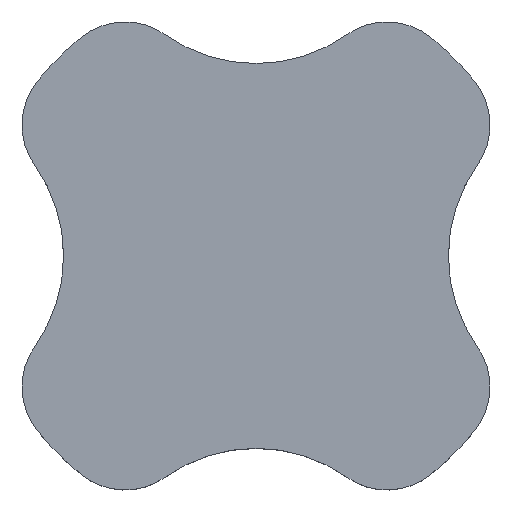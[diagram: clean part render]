
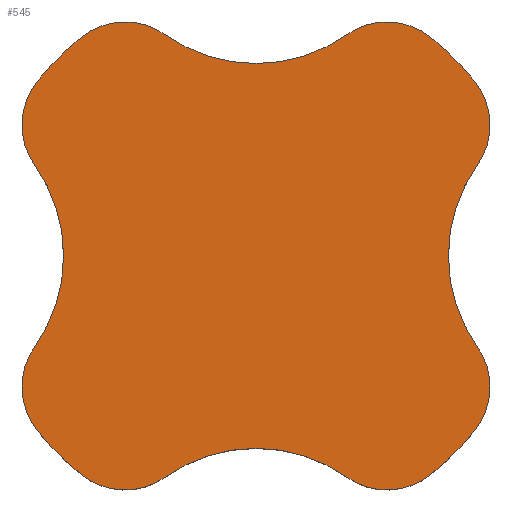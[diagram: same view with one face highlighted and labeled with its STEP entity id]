
A CAD part, top view. The second image highlights one B-rep face of the part: STEP entity #545.
In plain terms, the highlighted planar face has unit normal (0, 0, 1).
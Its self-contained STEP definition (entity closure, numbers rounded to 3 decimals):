
#39=PLANE('',#599);
#44=FACE_OUTER_BOUND('',#74,.T.);
#74=EDGE_LOOP('',(#333,#334,#335,#336,#337,#338,#339,#340,#341,#342,#343,
#344,#345,#346,#347,#348));
#150=CIRCLE('',#595,2.);
#151=CIRCLE('',#597,4.5);
#153=CIRCLE('',#600,8.);
#154=CIRCLE('',#601,2.);
#155=CIRCLE('',#602,4.5);
#156=CIRCLE('',#603,2.);
#157=CIRCLE('',#604,8.);
#158=CIRCLE('',#605,2.);
#159=CIRCLE('',#606,4.5);
#160=CIRCLE('',#607,2.);
#161=CIRCLE('',#608,8.);
#162=CIRCLE('',#609,2.);
#163=CIRCLE('',#610,4.5);
#164=CIRCLE('',#611,2.);
#165=CIRCLE('',#612,8.);
#166=CIRCLE('',#613,2.);
#190=VERTEX_POINT('',#821);
#191=VERTEX_POINT('',#823);
#192=VERTEX_POINT('',#827);
#194=VERTEX_POINT('',#833);
#195=VERTEX_POINT('',#835);
#196=VERTEX_POINT('',#837);
#197=VERTEX_POINT('',#839);
#198=VERTEX_POINT('',#841);
#199=VERTEX_POINT('',#843);
#200=VERTEX_POINT('',#845);
#201=VERTEX_POINT('',#847);
#202=VERTEX_POINT('',#849);
#203=VERTEX_POINT('',#851);
#204=VERTEX_POINT('',#853);
#205=VERTEX_POINT('',#855);
#206=VERTEX_POINT('',#857);
#245=EDGE_CURVE('',#190,#191,#150,.T.);
#247=EDGE_CURVE('',#192,#191,#151,.T.);
#250=EDGE_CURVE('',#190,#194,#153,.T.);
#251=EDGE_CURVE('',#195,#194,#154,.T.);
#252=EDGE_CURVE('',#195,#196,#155,.T.);
#253=EDGE_CURVE('',#197,#196,#156,.T.);
#254=EDGE_CURVE('',#197,#198,#157,.T.);
#255=EDGE_CURVE('',#199,#198,#158,.T.);
#256=EDGE_CURVE('',#199,#200,#159,.T.);
#257=EDGE_CURVE('',#201,#200,#160,.T.);
#258=EDGE_CURVE('',#201,#202,#161,.T.);
#259=EDGE_CURVE('',#203,#202,#162,.T.);
#260=EDGE_CURVE('',#203,#204,#163,.T.);
#261=EDGE_CURVE('',#205,#204,#164,.T.);
#262=EDGE_CURVE('',#205,#206,#165,.T.);
#263=EDGE_CURVE('',#192,#206,#166,.T.);
#333=ORIENTED_EDGE('',*,*,#245,.F.);
#334=ORIENTED_EDGE('',*,*,#250,.T.);
#335=ORIENTED_EDGE('',*,*,#251,.F.);
#336=ORIENTED_EDGE('',*,*,#252,.T.);
#337=ORIENTED_EDGE('',*,*,#253,.F.);
#338=ORIENTED_EDGE('',*,*,#254,.T.);
#339=ORIENTED_EDGE('',*,*,#255,.F.);
#340=ORIENTED_EDGE('',*,*,#256,.T.);
#341=ORIENTED_EDGE('',*,*,#257,.F.);
#342=ORIENTED_EDGE('',*,*,#258,.T.);
#343=ORIENTED_EDGE('',*,*,#259,.F.);
#344=ORIENTED_EDGE('',*,*,#260,.T.);
#345=ORIENTED_EDGE('',*,*,#261,.F.);
#346=ORIENTED_EDGE('',*,*,#262,.T.);
#347=ORIENTED_EDGE('',*,*,#263,.F.);
#348=ORIENTED_EDGE('',*,*,#247,.T.);
#545=ADVANCED_FACE('',(#44),#39,.T.);
#595=AXIS2_PLACEMENT_3D('',#824,#666,#667);
#597=AXIS2_PLACEMENT_3D('',#828,#671,#672);
#599=AXIS2_PLACEMENT_3D('',#832,#676,#677);
#600=AXIS2_PLACEMENT_3D('',#834,#678,#679);
#601=AXIS2_PLACEMENT_3D('',#836,#680,#681);
#602=AXIS2_PLACEMENT_3D('',#838,#682,#683);
#603=AXIS2_PLACEMENT_3D('',#840,#684,#685);
#604=AXIS2_PLACEMENT_3D('',#842,#686,#687);
#605=AXIS2_PLACEMENT_3D('',#844,#688,#689);
#606=AXIS2_PLACEMENT_3D('',#846,#690,#691);
#607=AXIS2_PLACEMENT_3D('',#848,#692,#693);
#608=AXIS2_PLACEMENT_3D('',#850,#694,#695);
#609=AXIS2_PLACEMENT_3D('',#852,#696,#697);
#610=AXIS2_PLACEMENT_3D('',#854,#698,#699);
#611=AXIS2_PLACEMENT_3D('',#856,#700,#701);
#612=AXIS2_PLACEMENT_3D('',#858,#702,#703);
#613=AXIS2_PLACEMENT_3D('',#859,#704,#705);
#666=DIRECTION('center_axis',(0.,0.,-1.));
#667=DIRECTION('ref_axis',(0.03,-1.,0.));
#671=DIRECTION('center_axis',(0.,0.,-1.));
#672=DIRECTION('ref_axis',(-1.,0.,0.));
#676=DIRECTION('center_axis',(0.,0.,1.));
#677=DIRECTION('ref_axis',(1.,0.,0.));
#678=DIRECTION('center_axis',(0.,0.,1.));
#679=DIRECTION('ref_axis',(-1.,0.,0.));
#680=DIRECTION('center_axis',(0.,0.,-1.));
#681=DIRECTION('ref_axis',(1.,-0.03,0.));
#682=DIRECTION('center_axis',(0.,0.,-1.));
#683=DIRECTION('ref_axis',(-1.,0.,0.));
#684=DIRECTION('center_axis',(0.,0.,-1.));
#685=DIRECTION('ref_axis',(1.,0.03,0.));
#686=DIRECTION('center_axis',(0.,0.,1.));
#687=DIRECTION('ref_axis',(-1.,0.,0.));
#688=DIRECTION('center_axis',(0.,0.,-1.));
#689=DIRECTION('ref_axis',(0.03,1.,0.));
#690=DIRECTION('center_axis',(0.,0.,-1.));
#691=DIRECTION('ref_axis',(-1.,0.,0.));
#692=DIRECTION('center_axis',(0.,0.,-1.));
#693=DIRECTION('ref_axis',(-0.03,1.,0.));
#694=DIRECTION('center_axis',(0.,0.,1.));
#695=DIRECTION('ref_axis',(-1.,0.,0.));
#696=DIRECTION('center_axis',(0.,0.,-1.));
#697=DIRECTION('ref_axis',(-1.,0.03,0.));
#698=DIRECTION('center_axis',(0.,0.,-1.));
#699=DIRECTION('ref_axis',(-1.,0.,0.));
#700=DIRECTION('center_axis',(0.,0.,-1.));
#701=DIRECTION('ref_axis',(-1.,-0.03,0.));
#702=DIRECTION('center_axis',(0.,0.,1.));
#703=DIRECTION('ref_axis',(-1.,0.,0.));
#704=DIRECTION('center_axis',(0.,0.,-1.));
#705=DIRECTION('ref_axis',(-0.03,-1.,0.));
#821=CARTESIAN_POINT('',(4.994,-6.25,5.));
#823=CARTESIAN_POINT('',(2.593,-6.322,5.));
#824=CARTESIAN_POINT('Origin',(3.745,-4.688,5.));
#827=CARTESIAN_POINT('',(-2.593,-6.322,5.));
#828=CARTESIAN_POINT('Origin',(0.,-10.,5.));
#832=CARTESIAN_POINT('Origin',(0.,0.,5.));
#833=CARTESIAN_POINT('',(6.25,-4.994,5.));
#834=CARTESIAN_POINT('Origin',(0.,0.,5.));
#835=CARTESIAN_POINT('',(6.322,-2.593,5.));
#836=CARTESIAN_POINT('Origin',(4.688,-3.745,5.));
#837=CARTESIAN_POINT('',(6.322,2.593,5.));
#838=CARTESIAN_POINT('Origin',(10.,0.,5.));
#839=CARTESIAN_POINT('',(6.25,4.994,5.));
#840=CARTESIAN_POINT('Origin',(4.688,3.745,5.));
#841=CARTESIAN_POINT('',(4.994,6.25,5.));
#842=CARTESIAN_POINT('Origin',(0.,0.,5.));
#843=CARTESIAN_POINT('',(2.593,6.322,5.));
#844=CARTESIAN_POINT('Origin',(3.745,4.688,5.));
#845=CARTESIAN_POINT('',(-2.593,6.322,5.));
#846=CARTESIAN_POINT('Origin',(0.,10.,5.));
#847=CARTESIAN_POINT('',(-4.994,6.25,5.));
#848=CARTESIAN_POINT('Origin',(-3.745,4.688,5.));
#849=CARTESIAN_POINT('',(-6.25,4.994,5.));
#850=CARTESIAN_POINT('Origin',(0.,0.,5.));
#851=CARTESIAN_POINT('',(-6.322,2.593,5.));
#852=CARTESIAN_POINT('Origin',(-4.688,3.745,5.));
#853=CARTESIAN_POINT('',(-6.322,-2.593,5.));
#854=CARTESIAN_POINT('Origin',(-10.,0.,5.));
#855=CARTESIAN_POINT('',(-6.25,-4.994,5.));
#856=CARTESIAN_POINT('Origin',(-4.688,-3.745,5.));
#857=CARTESIAN_POINT('',(-4.994,-6.25,5.));
#858=CARTESIAN_POINT('Origin',(0.,0.,5.));
#859=CARTESIAN_POINT('Origin',(-3.745,-4.688,5.));
